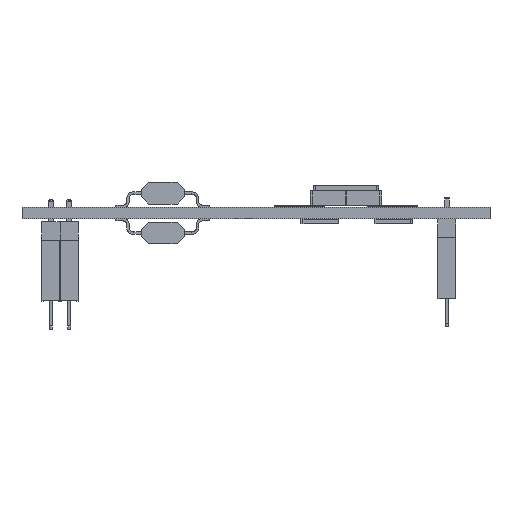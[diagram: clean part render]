
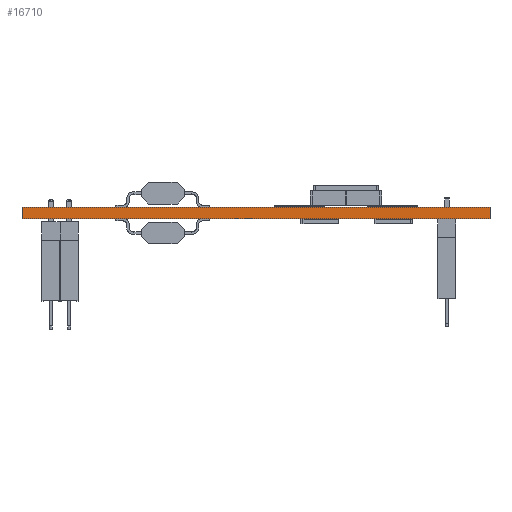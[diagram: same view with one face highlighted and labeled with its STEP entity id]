
A CAD part, front view. The second image highlights one B-rep face of the part: STEP entity #16710.
In plain terms, the highlighted planar face has unit normal (0, -1, 0).
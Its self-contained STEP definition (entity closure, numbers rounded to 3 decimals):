
#16710=ADVANCED_FACE('',(#28081),#28083,.F.);
#28081=FACE_BOUND('',#28082,.T.);
#28082=EDGE_LOOP('',(#35347,#35348,#35349,#35350));
#28083=PLANE('',#28084);
#28084=AXIS2_PLACEMENT_3D('',#28085,#28086,#28087);
#28085=CARTESIAN_POINT('',(119.,-124.75,0.));
#28086=DIRECTION('',(0.,1.,0.));
#28087=DIRECTION('',(1.,0.,0.));
#35347=ORIENTED_EDGE('',*,*,#38899,.T.);
#35348=ORIENTED_EDGE('',*,*,#38898,.T.);
#35349=ORIENTED_EDGE('',*,*,#38900,.F.);
#35350=ORIENTED_EDGE('',*,*,#38901,.F.);
#38898=EDGE_CURVE('',#44159,#44164,#44166,.T.);
#38899=EDGE_CURVE('',#44167,#44159,#44168,.T.);
#38900=EDGE_CURVE('',#44169,#44164,#44170,.T.);
#38901=EDGE_CURVE('',#44167,#44169,#44171,.T.);
#44159=VERTEX_POINT('',#55899);
#44164=VERTEX_POINT('',#55908);
#44166=LINE('',#55912,#55913);
#44167=VERTEX_POINT('',#55915);
#44168=LINE('',#55916,#55917);
#44169=VERTEX_POINT('',#55919);
#44170=LINE('',#55920,#55921);
#44171=LINE('',#55923,#55924);
#55899=CARTESIAN_POINT('',(184.,-124.75,0.));
#55908=CARTESIAN_POINT('',(184.,-124.75,1.6));
#55912=CARTESIAN_POINT('',(184.,-124.75,0.));
#55913=VECTOR('',#55914,1.);
#55914=DIRECTION('',(0.,0.,1.));
#55915=CARTESIAN_POINT('',(119.,-124.75,0.));
#55916=CARTESIAN_POINT('',(119.,-124.75,0.));
#55917=VECTOR('',#55918,1.);
#55918=DIRECTION('',(1.,0.,0.));
#55919=CARTESIAN_POINT('',(119.,-124.75,1.6));
#55920=CARTESIAN_POINT('',(119.,-124.75,1.6));
#55921=VECTOR('',#55922,1.);
#55922=DIRECTION('',(1.,0.,0.));
#55923=CARTESIAN_POINT('',(119.,-124.75,0.));
#55924=VECTOR('',#55925,1.);
#55925=DIRECTION('',(0.,0.,1.));
